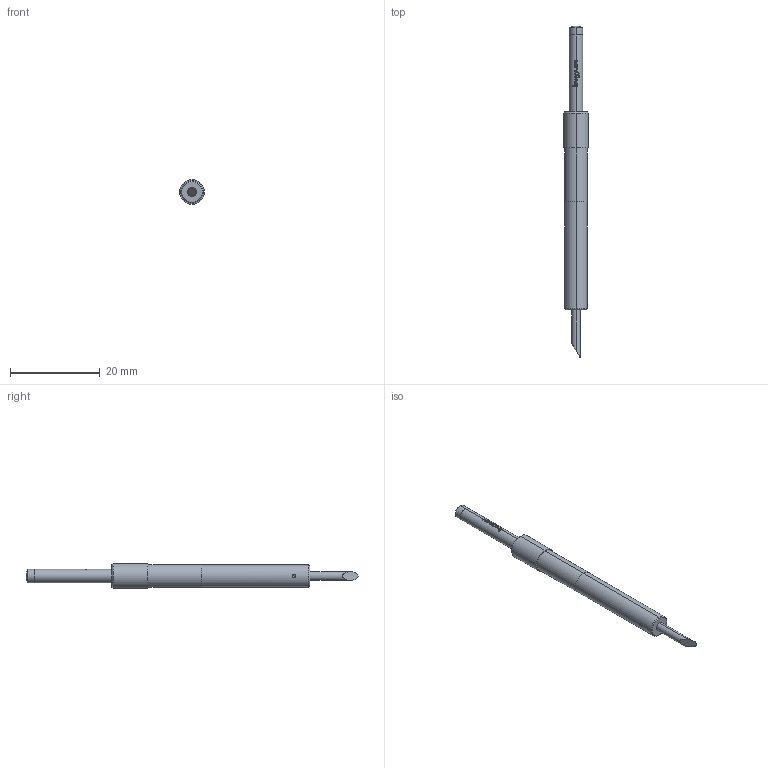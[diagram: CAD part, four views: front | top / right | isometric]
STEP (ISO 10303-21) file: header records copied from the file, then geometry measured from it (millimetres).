
FILE_DESCRIPTION (( 'STEP AP203' ), '1' );
FILE_NAME ('INGUN_SKS-419_005_300_A_xx08.STEP', '2022-05-19T07:37:51', ( 'ochi' ), ( '' ), 'SwSTEP 2.0', 'SolidWorks 2018', '' );
FILE_SCHEMA (( 'CONFIG_CONTROL_DESIGN' ));
Length unit declared in the file: millimetre
Products named in the file (1): INGUN_SKS-419_005_300_A_xx08
Bounding box: 5.5 x 73.8 x 5.5 mm (x, y, z)
Volume: 1047.2 mm3; surface area: 977.9 mm2
Topology: 1 solids, 1 shells, 110 faces, 298 edges, 197 vertices
Faces by surface type: plane 47, cylinder 31, bspline 26, cone 4, sphere 2
Entity records: 4321 total; most frequent: CARTESIAN_POINT 1636, ORIENTED_EDGE 596, DIRECTION 480, EDGE_CURVE 298, VERTEX_POINT 197, AXIS2_PLACEMENT_3D 193, EDGE_LOOP 117, FACE_OUTER_BOUND 110
